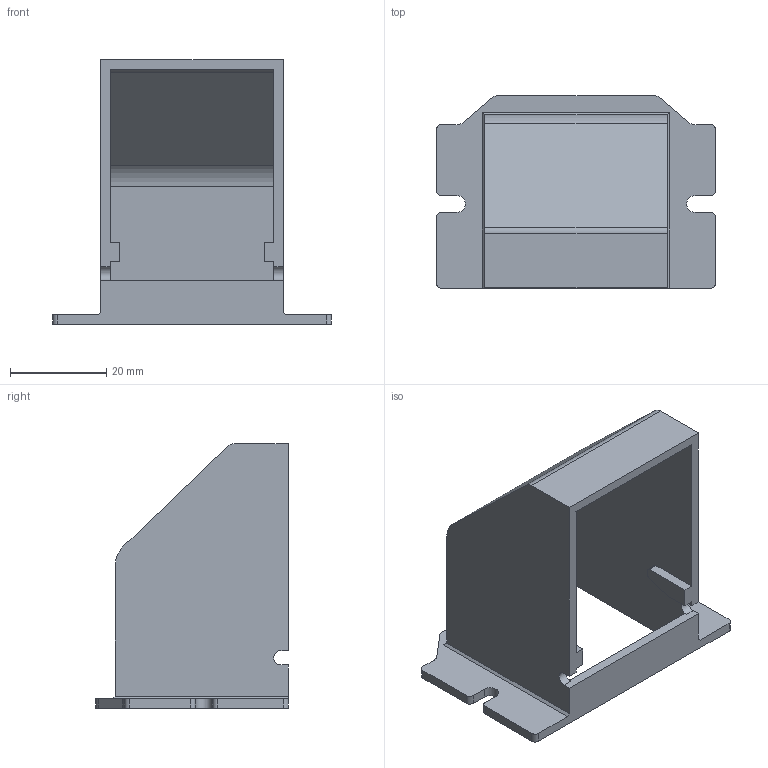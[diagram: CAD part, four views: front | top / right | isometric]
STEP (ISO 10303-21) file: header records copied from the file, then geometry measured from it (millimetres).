
FILE_DESCRIPTION(/* description */ (''),/* implementation_level */ '2;1');
FILE_NAME(/* name */ 'Vewlix Coin Return Slot - Original.step',/* time_stamp */ '2024-09-05T22:00:45-04:00',/* author */ (''),/* organization */ (''),/* preprocessor_version */ 'ST-DEVELOPER v20',/* originating_system */ 'Autodesk Translation Framework v13.14.0.145',/* authorisation */ '');
FILE_SCHEMA (('AUTOMOTIVE_DESIGN { 1 0 10303 214 3 1 1 }'));
Length unit declared in the file: millimetre
Products named in the file (1): Coin Slot
Bounding box: 58 x 40 x 55 mm (x, y, z)
Volume: 14315.3 mm3; surface area: 14945.1 mm2
Topology: 1 solids, 1 shells, 69 faces, 202 edges, 134 vertices
Faces by surface type: plane 45, cylinder 24
Entity records: 2325 total; most frequent: CARTESIAN_POINT 406, ORIENTED_EDGE 404, DIRECTION 390, EDGE_CURVE 202, LINE 154, VECTOR 154, VERTEX_POINT 134, AXIS2_PLACEMENT_3D 118
